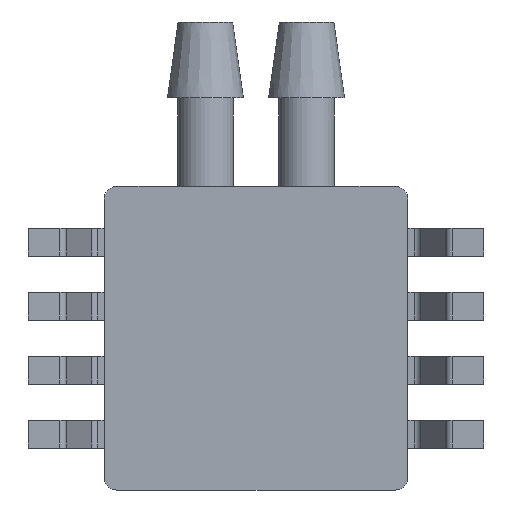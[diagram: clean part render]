
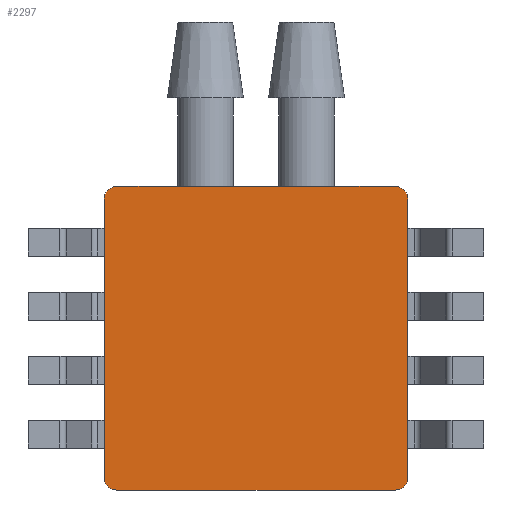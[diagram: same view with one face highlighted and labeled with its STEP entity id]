
A CAD part, front view. The second image highlights one B-rep face of the part: STEP entity #2297.
In plain terms, the highlighted planar face has unit normal (0, -1, 0).
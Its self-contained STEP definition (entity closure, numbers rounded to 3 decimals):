
#21 = ORIENTED_EDGE ( 'NONE', *, *, #187, .F. ) ;
#98 = CIRCLE ( 'NONE', #11156, 0.5 ) ;
#135 = DIRECTION ( 'NONE',  ( -1., 0., 0. ) ) ;
#187 = EDGE_CURVE ( 'NONE', #1553, #12351, #8696, .T. ) ;
#459 = CARTESIAN_POINT ( 'NONE',  ( 11.5, 0., 0. ) ) ;
#569 = PLANE ( 'NONE',  #884 ) ;
#699 = DIRECTION ( 'NONE',  ( 0., 0., 1. ) ) ;
#884 = AXIS2_PLACEMENT_3D ( 'NONE', #8703, #6661, #699 ) ;
#1002 = ORIENTED_EDGE ( 'NONE', *, *, #2644, .F. ) ;
#1065 = CARTESIAN_POINT ( 'NONE',  ( 11.5, 0., 11.5 ) ) ;
#1164 = LINE ( 'NONE', #4987, #6686 ) ;
#1180 = CARTESIAN_POINT ( 'NONE',  ( 0., 0., 0. ) ) ;
#1300 = EDGE_CURVE ( 'NONE', #6582, #5146, #8848, .T. ) ;
#1553 = VERTEX_POINT ( 'NONE', #11267 ) ;
#1739 = ORIENTED_EDGE ( 'NONE', *, *, #5490, .T. ) ;
#1953 = CARTESIAN_POINT ( 'NONE',  ( 0., 0., 11.5 ) ) ;
#2297 = ADVANCED_FACE ( 'NONE', ( #13086 ), #569, .F. ) ;
#2644 = EDGE_CURVE ( 'NONE', #11275, #9470, #11662, .T. ) ;
#3154 = CARTESIAN_POINT ( 'NONE',  ( 0.5, 0., 12. ) ) ;
#3341 = CARTESIAN_POINT ( 'NONE',  ( 11.5, 0., 12. ) ) ;
#3361 = CIRCLE ( 'NONE', #7437, 0.5 ) ;
#3602 = DIRECTION ( 'NONE',  ( 0., 0., 1. ) ) ;
#3838 = CARTESIAN_POINT ( 'NONE',  ( 12., 0., 11.5 ) ) ;
#3935 = VECTOR ( 'NONE', #3602, 1000. ) ;
#4287 = DIRECTION ( 'NONE',  ( 0., -1., 0. ) ) ;
#4571 = DIRECTION ( 'NONE',  ( 1., 0., 0. ) ) ;
#4987 = CARTESIAN_POINT ( 'NONE',  ( 0., 0., 12. ) ) ;
#5065 = CARTESIAN_POINT ( 'NONE',  ( 0.5, 0., 0. ) ) ;
#5072 = ORIENTED_EDGE ( 'NONE', *, *, #5508, .F. ) ;
#5146 = VERTEX_POINT ( 'NONE', #1953 ) ;
#5490 = EDGE_CURVE ( 'NONE', #11275, #7923, #10197, .T. ) ;
#5508 = EDGE_CURVE ( 'NONE', #9089, #1553, #1164, .T. ) ;
#5527 = CARTESIAN_POINT ( 'NONE',  ( 0., 0., 12. ) ) ;
#5722 = CARTESIAN_POINT ( 'NONE',  ( 0.5, 0., 11.5 ) ) ;
#5883 = ORIENTED_EDGE ( 'NONE', *, *, #12989, .T. ) ;
#5958 = DIRECTION ( 'NONE',  ( 0., 0., 1. ) ) ;
#5985 = DIRECTION ( 'NONE',  ( 0., -1., 0. ) ) ;
#6190 = EDGE_LOOP ( 'NONE', ( #1002, #1739, #6733, #5883, #21, #5072, #10089, #9590, #12209 ) ) ;
#6582 = VERTEX_POINT ( 'NONE', #12561 ) ;
#6585 = VECTOR ( 'NONE', #135, 1000. ) ;
#6642 = DIRECTION ( 'NONE',  ( 0., 0., -1. ) ) ;
#6661 = DIRECTION ( 'NONE',  ( 0., 1., 0. ) ) ;
#6686 = VECTOR ( 'NONE', #10880, 1000. ) ;
#6718 = DIRECTION ( 'NONE',  ( 0., -1., 0. ) ) ;
#6733 = ORIENTED_EDGE ( 'NONE', *, *, #7732, .F. ) ;
#6748 = EDGE_CURVE ( 'NONE', #6582, #9470, #3361, .T. ) ;
#7437 = AXIS2_PLACEMENT_3D ( 'NONE', #11683, #8674, #5958 ) ;
#7591 = CARTESIAN_POINT ( 'NONE',  ( 12., 0., 0. ) ) ;
#7700 = DIRECTION ( 'NONE',  ( 0., 0., 1. ) ) ;
#7732 = EDGE_CURVE ( 'NONE', #11020, #7923, #12659, .T. ) ;
#7755 = CARTESIAN_POINT ( 'NONE',  ( 0., 0., 0. ) ) ;
#7923 = VERTEX_POINT ( 'NONE', #11221 ) ;
#8239 = VECTOR ( 'NONE', #6642, 1000. ) ;
#8674 = DIRECTION ( 'NONE',  ( 0., -1., 0. ) ) ;
#8696 = LINE ( 'NONE', #5527, #9194 ) ;
#8703 = CARTESIAN_POINT ( 'NONE',  ( 0., 0., 0. ) ) ;
#8848 = LINE ( 'NONE', #7755, #3935 ) ;
#8886 = DIRECTION ( 'NONE',  ( 0., 0., 1. ) ) ;
#9089 = VERTEX_POINT ( 'NONE', #3154 ) ;
#9173 = DIRECTION ( 'NONE',  ( 0., 0., 1. ) ) ;
#9194 = VECTOR ( 'NONE', #4571, 1000. ) ;
#9470 = VERTEX_POINT ( 'NONE', #5065 ) ;
#9590 = ORIENTED_EDGE ( 'NONE', *, *, #1300, .F. ) ;
#9997 = CARTESIAN_POINT ( 'NONE',  ( 11.5, 0., 0.5 ) ) ;
#10074 = CIRCLE ( 'NONE', #10620, 0.5 ) ;
#10089 = ORIENTED_EDGE ( 'NONE', *, *, #11750, .T. ) ;
#10197 = CIRCLE ( 'NONE', #12421, 0.5 ) ;
#10620 = AXIS2_PLACEMENT_3D ( 'NONE', #5722, #6718, #7700 ) ;
#10880 = DIRECTION ( 'NONE',  ( 1., 0., 0. ) ) ;
#11020 = VERTEX_POINT ( 'NONE', #3838 ) ;
#11156 = AXIS2_PLACEMENT_3D ( 'NONE', #1065, #4287, #9173 ) ;
#11221 = CARTESIAN_POINT ( 'NONE',  ( 12., 0., 0.5 ) ) ;
#11267 = CARTESIAN_POINT ( 'NONE',  ( 4., 0., 12. ) ) ;
#11275 = VERTEX_POINT ( 'NONE', #459 ) ;
#11662 = LINE ( 'NONE', #1180, #6585 ) ;
#11683 = CARTESIAN_POINT ( 'NONE',  ( 0.5, 0., 0.5 ) ) ;
#11750 = EDGE_CURVE ( 'NONE', #9089, #5146, #10074, .T. ) ;
#12209 = ORIENTED_EDGE ( 'NONE', *, *, #6748, .T. ) ;
#12351 = VERTEX_POINT ( 'NONE', #3341 ) ;
#12421 = AXIS2_PLACEMENT_3D ( 'NONE', #9997, #5985, #8886 ) ;
#12561 = CARTESIAN_POINT ( 'NONE',  ( 0., 0., 0.5 ) ) ;
#12659 = LINE ( 'NONE', #7591, #8239 ) ;
#12989 = EDGE_CURVE ( 'NONE', #11020, #12351, #98, .T. ) ;
#13086 = FACE_OUTER_BOUND ( 'NONE', #6190, .T. ) ;
